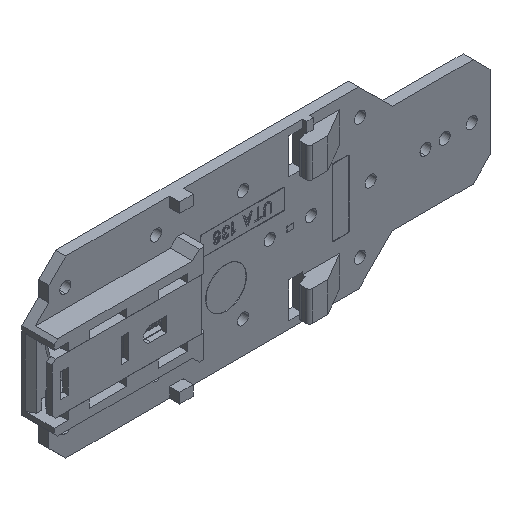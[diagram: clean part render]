
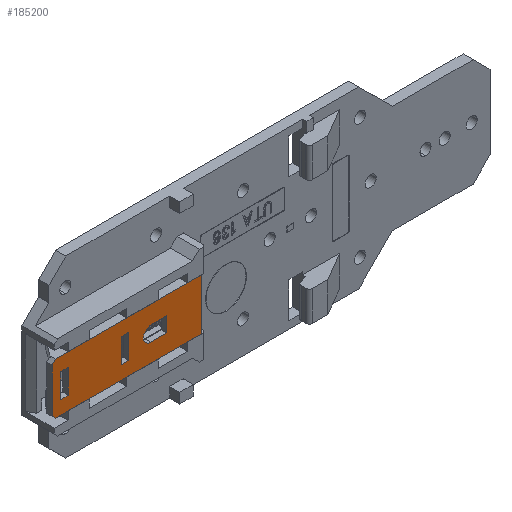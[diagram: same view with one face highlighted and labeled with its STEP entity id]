
A CAD part, isometric view. The second image highlights one B-rep face of the part: STEP entity #185200.
In plain terms, the highlighted planar face has unit normal (0, -1, 0).
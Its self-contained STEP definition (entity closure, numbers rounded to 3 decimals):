
#169740=CARTESIAN_POINT('',(-18.35,1.4,7.6));
#169750=VERTEX_POINT('',#169740);
#169780=CARTESIAN_POINT('',(-43.437,1.4,7.6));
#169790=DIRECTION('',(1.,0.,0.));
#169800=VECTOR('',#169790,1.);
#169810=LINE('',#169780,#169800);
#169820=CARTESIAN_POINT('',(-61.75,1.4,7.6));
#169830=VERTEX_POINT('',#169820);
#169840=EDGE_CURVE('',#169830,#169750,#169810,.T.);
#173660=CARTESIAN_POINT('',(-57.95,1.4,3.6));
#173670=VERTEX_POINT('',#173660);
#173700=CARTESIAN_POINT('',(-57.95,1.4,-11.638));
#173710=DIRECTION('',(0.,0.,1.));
#173720=VECTOR('',#173710,1.);
#173730=LINE('',#173700,#173720);
#173740=CARTESIAN_POINT('',(-57.95,1.4,-3.6));
#173750=VERTEX_POINT('',#173740);
#173760=EDGE_CURVE('',#173750,#173670,#173730,.T.);
#174680=CARTESIAN_POINT('',(-60.25,1.4,3.6));
#174690=VERTEX_POINT('',#174680);
#174770=CARTESIAN_POINT('',(-60.25,1.4,-3.6));
#174780=VERTEX_POINT('',#174770);
#174810=CARTESIAN_POINT('',(-60.25,1.4,-11.638));
#174820=DIRECTION('',(0.,0.,-1.));
#174830=VECTOR('',#174820,1.);
#174840=LINE('',#174810,#174830);
#174850=EDGE_CURVE('',#174690,#174780,#174840,.T.);
#175560=CARTESIAN_POINT('',(-43.437,1.4,-3.6));
#175570=DIRECTION('',(1.,0.,0.));
#175580=VECTOR('',#175570,1.);
#175590=LINE('',#175560,#175580);
#175600=EDGE_CURVE('',#174780,#173750,#175590,.T.);
#177650=CARTESIAN_POINT('',(-62.75,1.4,-11.638));
#177660=DIRECTION('',(0.,0.,-1.));
#177670=VECTOR('',#177660,1.);
#177680=LINE('',#177650,#177670);
#177690=CARTESIAN_POINT('',(-62.75,1.4,6.6));
#177700=VERTEX_POINT('',#177690);
#177710=CARTESIAN_POINT('',(-62.75,1.4,-6.6));
#177720=VERTEX_POINT('',#177710);
#177730=EDGE_CURVE('',#177700,#177720,#177680,.T.);
#178610=CARTESIAN_POINT('',(-28.65,1.4,-11.638));
#178620=DIRECTION('',(0.,-0.,-1.));
#178630=VECTOR('',#178620,1.);
#178640=LINE('',#178610,#178630);
#178650=CARTESIAN_POINT('',(-28.65,1.4,2.2));
#178660=VERTEX_POINT('',#178650);
#178670=CARTESIAN_POINT('',(-28.65,1.4,-2.2));
#178680=VERTEX_POINT('',#178670);
#178690=EDGE_CURVE('',#178660,#178680,#178640,.T.);
#179050=CARTESIAN_POINT('',(-61.437,1.4,7.913));
#179060=DIRECTION('',(-0.707,-0.,-0.707));
#179070=VECTOR('',#179060,1.);
#179080=LINE('',#179050,#179070);
#179090=EDGE_CURVE('',#169830,#177700,#179080,.T.);
#179650=CARTESIAN_POINT('',(-43.437,1.4,2.2));
#179660=DIRECTION('',(1.,0.,0.));
#179670=VECTOR('',#179660,1.);
#179680=LINE('',#179650,#179670);
#179690=CARTESIAN_POINT('',(-33.45,1.4,2.2));
#179700=VERTEX_POINT('',#179690);
#179710=EDGE_CURVE('',#179700,#178660,#179680,.T.);
#179890=CARTESIAN_POINT('',(-33.45,1.4,0.)
);
#179900=DIRECTION('',(0.,-1.,0.));
#179910=DIRECTION('',(-1.,0.,0.));
#179920=AXIS2_PLACEMENT_3D('',#179890,#179900,#179910);
#179930=CIRCLE('',#179920,2.2);
#179940=CARTESIAN_POINT('',(-33.45,1.4,-2.2));
#179950=VERTEX_POINT('',#179940);
#179960=EDGE_CURVE('',#179700,#179950,#179930,.T.);
#180150=CARTESIAN_POINT('',(-57.712,1.4,-11.638));
#180160=DIRECTION('',(0.707,0.,-0.707));
#180170=VECTOR('',#180160,1.);
#180180=LINE('',#180150,#180170);
#180190=CARTESIAN_POINT('',(-61.75,1.4,-7.6));
#180200=VERTEX_POINT('',#180190);
#180210=EDGE_CURVE('',#177720,#180200,#180180,.T.);
#180380=CARTESIAN_POINT('',(-43.437,1.4,-2.2));
#180390=DIRECTION('',(-1.,0.,0.));
#180400=VECTOR('',#180390,1.);
#180410=LINE('',#180380,#180400);
#180420=EDGE_CURVE('',#178680,#179950,#180410,.T.);
#183300=CARTESIAN_POINT('',(-43.437,1.4,3.6));
#183310=DIRECTION('',(-1.,0.,0.));
#183320=VECTOR('',#183310,1.);
#183330=LINE('',#183300,#183320);
#183340=EDGE_CURVE('',#173670,#174690,#183330,.T.);
#183560=CARTESIAN_POINT('',(-18.35,1.4,-7.6));
#183570=VERTEX_POINT('',#183560);
#183600=CARTESIAN_POINT('',(-18.35,1.4,-11.638));
#183610=DIRECTION('',(0.,0.,-1.));
#183620=VECTOR('',#183610,1.);
#183630=LINE('',#183600,#183620);
#183640=EDGE_CURVE('',#169750,#183570,#183630,.T.);
#183970=CARTESIAN_POINT('',(-42.25,1.4,3.6));
#183980=VERTEX_POINT('',#183970);
#184060=CARTESIAN_POINT('',(-42.25,1.4,-3.6));
#184070=VERTEX_POINT('',#184060);
#184100=CARTESIAN_POINT('',(-42.25,1.4,-11.638));
#184110=DIRECTION('',(0.,0.,-1.));
#184120=VECTOR('',#184110,1.);
#184130=LINE('',#184100,#184120);
#184140=EDGE_CURVE('',#183980,#184070,#184130,.T.);
#184300=CARTESIAN_POINT('',(-39.95,1.4,-3.6));
#184310=VERTEX_POINT('',#184300);
#184340=CARTESIAN_POINT('',(-43.437,1.4,-3.6));
#184350=DIRECTION('',(1.,0.,0.));
#184360=VECTOR('',#184350,1.);
#184370=LINE('',#184340,#184360);
#184380=EDGE_CURVE('',#184070,#184310,#184370,.T.);
#184490=CARTESIAN_POINT('',(-43.437,1.4,3.6));
#184500=DIRECTION('',(-1.,-0.,0.));
#184510=VECTOR('',#184500,1.);
#184520=LINE('',#184490,#184510);
#184530=CARTESIAN_POINT('',(-39.95,1.4,3.6));
#184540=VERTEX_POINT('',#184530);
#184550=EDGE_CURVE('',#184540,#183980,#184520,.T.);
#184730=CARTESIAN_POINT('',(-39.95,1.4,-11.638));
#184740=DIRECTION('',(0.,0.,1.));
#184750=VECTOR('',#184740,1.);
#184760=LINE('',#184730,#184750);
#184770=EDGE_CURVE('',#184310,#184540,#184760,.T.);
#184840=CARTESIAN_POINT('',(-41.832,1.4,-6.205));
#184850=DIRECTION('',(0.,-1.,0.));
#184860=DIRECTION('',(1.,0.,0.));
#184870=AXIS2_PLACEMENT_3D('',#184840,#184850,#184860);
#184880=PLANE('',#184870);
#184890=ORIENTED_EDGE('',*,*,#173760,.F.);
#184900=ORIENTED_EDGE('',*,*,#183340,.F.);
#184910=ORIENTED_EDGE('',*,*,#174850,.F.);
#184920=ORIENTED_EDGE('',*,*,#175600,.F.);
#184930=EDGE_LOOP('',(#184920,#184910,#184900,#184890));
#184940=FACE_BOUND('',#184930,.T.);
#184950=ORIENTED_EDGE('',*,*,#178690,.T.);
#184960=ORIENTED_EDGE('',*,*,#179710,.T.);
#184970=ORIENTED_EDGE('',*,*,#179960,.F.);
#184980=ORIENTED_EDGE('',*,*,#180420,.T.);
#184990=EDGE_LOOP('',(#184980,#184970,#184960,#184950));
#185000=FACE_BOUND('',#184990,.T.);
#185010=ORIENTED_EDGE('',*,*,#184770,.F.);
#185020=ORIENTED_EDGE('',*,*,#184550,.F.);
#185030=ORIENTED_EDGE('',*,*,#184140,.F.);
#185040=ORIENTED_EDGE('',*,*,#184380,.F.);
#185050=EDGE_LOOP('',(#185040,#185030,#185020,#185010));
#185060=FACE_BOUND('',#185050,.T.);
#185070=CARTESIAN_POINT('',(-43.437,1.4,-7.6));
#185080=DIRECTION('',(1.,0.,0.));
#185090=VECTOR('',#185080,1.);
#185100=LINE('',#185070,#185090);
#185110=EDGE_CURVE('',#180200,#183570,#185100,.T.);
#185120=ORIENTED_EDGE('',*,*,#185110,.T.);
#185130=ORIENTED_EDGE('',*,*,#180210,.T.);
#185140=ORIENTED_EDGE('',*,*,#177730,.T.);
#185150=ORIENTED_EDGE('',*,*,#179090,.T.);
#185160=ORIENTED_EDGE('',*,*,#169840,.F.);
#185170=ORIENTED_EDGE('',*,*,#183640,.F.);
#185180=EDGE_LOOP('',(#185170,#185160,#185150,#185140,#185130,#185120));
#185190=FACE_OUTER_BOUND('',#185180,.T.);
#185200=ADVANCED_FACE('',(#184940,#185000,#185060,#185190),#184880,.T.);
